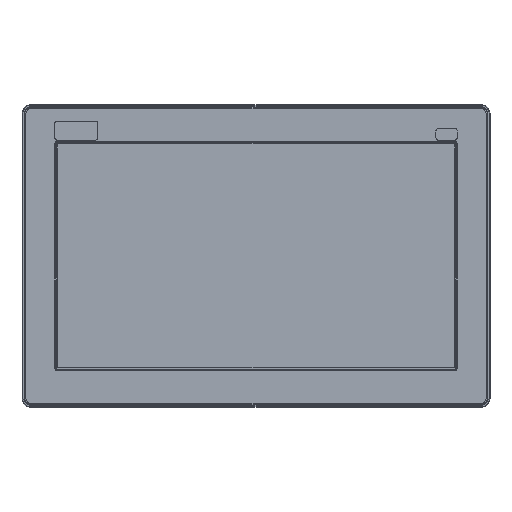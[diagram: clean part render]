
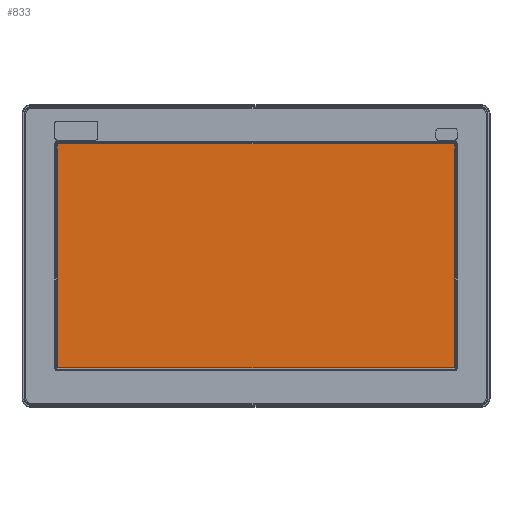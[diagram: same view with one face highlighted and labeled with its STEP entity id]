
A CAD part, top view. The second image highlights one B-rep face of the part: STEP entity #833.
In plain terms, the highlighted planar face has unit normal (0, 0, 1).
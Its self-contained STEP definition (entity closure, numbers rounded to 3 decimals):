
#833=ADVANCED_FACE('NONE',(#2446),#2447,.T.);
#2446=FACE_OUTER_BOUND('',#20862,.T.);
#2447=PLANE('',#20863);
#20862=EDGE_LOOP('',(#27473,#27474,#27475,#27476));
#20863=AXIS2_PLACEMENT_3D('',#27477,#27478,#27479);
#27473=ORIENTED_EDGE('',*,*,#29721,.T.);
#27474=ORIENTED_EDGE('',*,*,#29722,.T.);
#27475=ORIENTED_EDGE('',*,*,#29723,.T.);
#27476=ORIENTED_EDGE('',*,*,#29724,.T.);
#27477=CARTESIAN_POINT('',(0.0,0.0,6.05));
#27478=DIRECTION('',(0.0,0.0,1.0));
#27479=DIRECTION('',(1.0,-0.0,0.0));
#29721=EDGE_CURVE('NONE',#33390,#33391,#33392,.T.);
#29722=EDGE_CURVE('NONE',#33391,#33393,#33394,.T.);
#29723=EDGE_CURVE('NONE',#33393,#33395,#33396,.T.);
#29724=EDGE_CURVE('NONE',#33395,#33390,#33397,.T.);
#33390=VERTEX_POINT('NONE',#41495);
#33391=VERTEX_POINT('NONE',#41496);
#33392=LINE('',#41497,#41498);
#33393=VERTEX_POINT('NONE',#41499);
#33394=LINE('',#41500,#41501);
#33395=VERTEX_POINT('NONE',#41502);
#33396=LINE('',#41503,#41504);
#33397=LINE('',#41505,#41506);
#41495=CARTESIAN_POINT('',(172.97,97.615,6.05));
#41496=CARTESIAN_POINT('',(-172.97,97.615,6.05));
#41497=CARTESIAN_POINT('',(86.485,97.615,6.05));
#41498=VECTOR('',#44550,1.0);
#41499=CARTESIAN_POINT('',(-172.97,-97.615,6.05));
#41500=CARTESIAN_POINT('',(-172.97,48.808,6.05));
#41501=VECTOR('',#44551,1.0);
#41502=CARTESIAN_POINT('',(172.97,-97.615,6.05));
#41503=CARTESIAN_POINT('',(-86.485,-97.615,6.05));
#41504=VECTOR('',#44552,1.0);
#41505=CARTESIAN_POINT('',(172.97,-48.808,6.05));
#41506=VECTOR('',#44553,1.0);
#44550=DIRECTION('',(-1.0,0.0,0.0));
#44551=DIRECTION('',(0.0,-1.0,0.0));
#44552=DIRECTION('',(1.0,0.0,-0.0));
#44553=DIRECTION('',(0.0,1.0,0.0));
